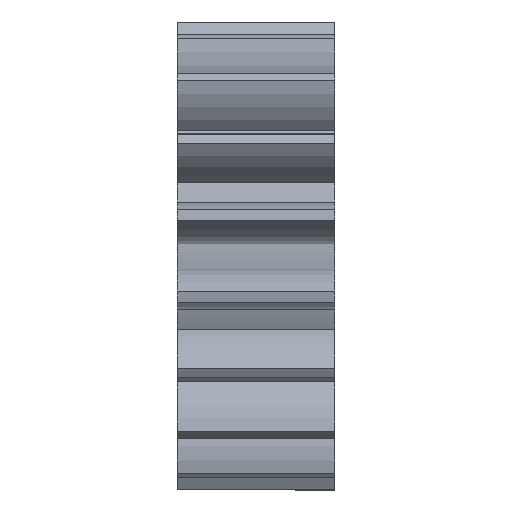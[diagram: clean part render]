
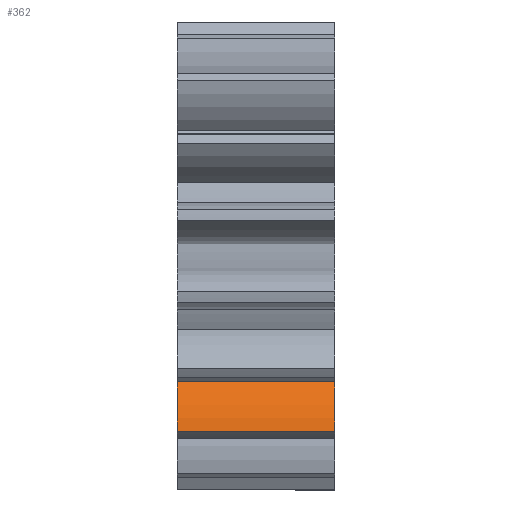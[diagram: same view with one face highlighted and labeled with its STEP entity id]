
A CAD part, front view. The second image highlights one B-rep face of the part: STEP entity #362.
In plain terms, the highlighted cylindrical face has radius 3.81 mm (diameter 7.62 mm), a partial arc.
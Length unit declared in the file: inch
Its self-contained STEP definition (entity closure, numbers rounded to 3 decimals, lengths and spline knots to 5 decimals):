
#38 = CYLINDRICAL_SURFACE ( 'NONE', #526, 0.15 ) ;
#46 = VECTOR ( 'NONE', #1415, 39.37008 ) ;
#108 = VERTEX_POINT ( 'NONE', #554 ) ;
#183 = VERTEX_POINT ( 'NONE', #1293 ) ;
#280 = DIRECTION ( 'NONE',  ( 1., 0., 0. ) ) ;
#348 = EDGE_CURVE ( 'NONE', #2752, #183, #1902, .T. ) ;
#362 = ADVANCED_FACE ( 'NONE', ( #1367 ), #38, .T. ) ;
#372 = DIRECTION ( 'NONE',  ( 1., 0., 0. ) ) ;
#471 = EDGE_CURVE ( 'NONE', #183, #663, #591, .T. ) ;
#472 = CARTESIAN_POINT ( 'NONE',  ( 0.28125, -0.27546, -0.31262 ) ) ;
#526 = AXIS2_PLACEMENT_3D ( 'NONE', #1760, #2631, #1544 ) ;
#554 = CARTESIAN_POINT ( 'NONE',  ( 0.28125, -0.23311, -0.22358 ) ) ;
#591 = LINE ( 'NONE', #2331, #2822 ) ;
#663 = VERTEX_POINT ( 'NONE', #472 ) ;
#713 = CIRCLE ( 'NONE', #843, 0.15 ) ;
#843 = AXIS2_PLACEMENT_3D ( 'NONE', #1895, #1062, #1272 ) ;
#876 = CARTESIAN_POINT ( 'NONE',  ( 0., -0.12635, -0.32895 ) ) ;
#912 = EDGE_CURVE ( 'NONE', #663, #108, #713, .T. ) ;
#1062 = DIRECTION ( 'NONE',  ( -1., 0., 0. ) ) ;
#1131 = CARTESIAN_POINT ( 'NONE',  ( 0., -0.23311, -0.22358 ) ) ;
#1190 = EDGE_LOOP ( 'NONE', ( #2286, #2025, #1743, #1340 ) ) ;
#1209 = LINE ( 'NONE', #2274, #46 ) ;
#1272 = DIRECTION ( 'NONE',  ( 0., -0.643, 0.766 ) ) ;
#1293 = CARTESIAN_POINT ( 'NONE',  ( 0., -0.27546, -0.31262 ) ) ;
#1340 = ORIENTED_EDGE ( 'NONE', *, *, #348, .T. ) ;
#1367 = FACE_OUTER_BOUND ( 'NONE', #1190, .T. ) ;
#1415 = DIRECTION ( 'NONE',  ( -1., 0., 0. ) ) ;
#1432 = EDGE_CURVE ( 'NONE', #108, #2752, #1209, .T. ) ;
#1544 = DIRECTION ( 'NONE',  ( 0., 0., 1. ) ) ;
#1743 = ORIENTED_EDGE ( 'NONE', *, *, #1432, .T. ) ;
#1760 = CARTESIAN_POINT ( 'NONE',  ( 0.28125, -0.12635, -0.32895 ) ) ;
#1895 = CARTESIAN_POINT ( 'NONE',  ( 0.28125, -0.12635, -0.32895 ) ) ;
#1902 = CIRCLE ( 'NONE', #2536, 0.15 ) ;
#2025 = ORIENTED_EDGE ( 'NONE', *, *, #912, .T. ) ;
#2274 = CARTESIAN_POINT ( 'NONE',  ( 0.28125, -0.23311, -0.22358 ) ) ;
#2286 = ORIENTED_EDGE ( 'NONE', *, *, #471, .T. ) ;
#2331 = CARTESIAN_POINT ( 'NONE',  ( 0.14062, -0.27546, -0.31262 ) ) ;
#2473 = DIRECTION ( 'NONE',  ( 0., 0., -1. ) ) ;
#2536 = AXIS2_PLACEMENT_3D ( 'NONE', #876, #280, #2473 ) ;
#2631 = DIRECTION ( 'NONE',  ( -1., 0., 0. ) ) ;
#2752 = VERTEX_POINT ( 'NONE', #1131 ) ;
#2822 = VECTOR ( 'NONE', #372, 39.37008 ) ;
